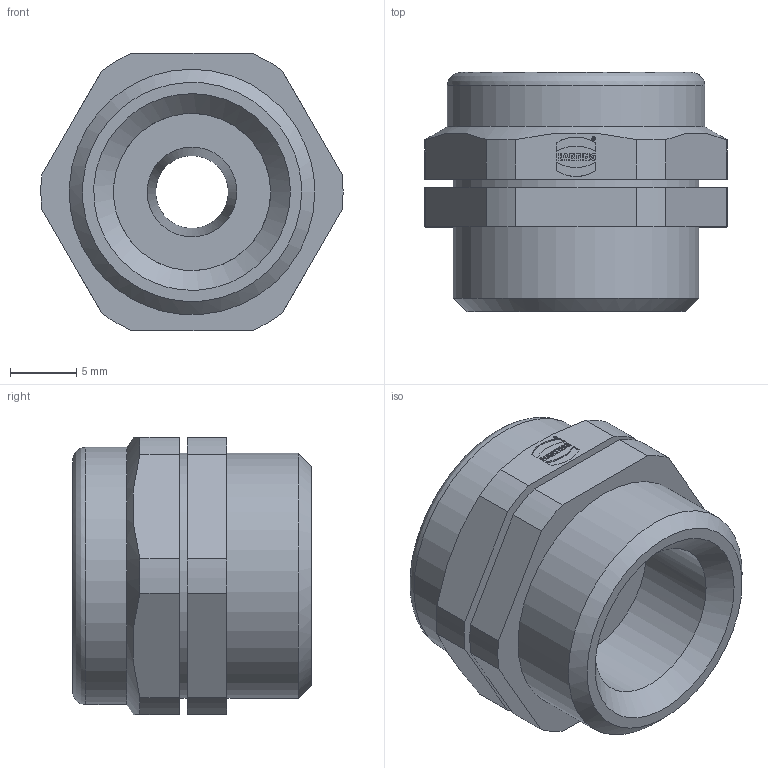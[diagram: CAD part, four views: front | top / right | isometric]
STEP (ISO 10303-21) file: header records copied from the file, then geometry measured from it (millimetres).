
FILE_DESCRIPTION(( 'HARTING HARTING HARTING HARTING HARTING HARTING HARTING HARTING HARTING', 'This Document is valid for Parts No. 09 00 000 5183'),'2;1');
FILE_NAME('MD_09000005183_RA.stp', '2010-03-11T13:22:02',('ITIS-4b'),('HARTING KGaA, D-32339 Espelkamp'), 'I-DEAS Master Series 10','HP-UNIX','Yes');
FILE_SCHEMA(('AUTOMOTIVE_DESIGN { 1 0 10303 214 1 1 1 1 }'));
Length unit declared in the file: millimetre
Products named in the file (1): MD 09 00 000 5183
Bounding box: 22.9 x 18.1 x 21 mm (x, y, z)
Volume: 4337.5 mm3; surface area: 2459.8 mm2
Topology: 1 solids, 1 shells, 147 faces, 370 edges, 245 vertices
Faces by surface type: bspline 147
Entity records: 4980 total; most frequent: CARTESIAN_POINT 2419, ORIENTED_EDGE 740, EDGE_CURVE 370, VERTEX_POINT 245, OVER_RIDING_STYLED_ITEM 237, QUASI_UNIFORM_CURVE 193, EDGE_LOOP 169, FACE_OUTER_BOUND 147
